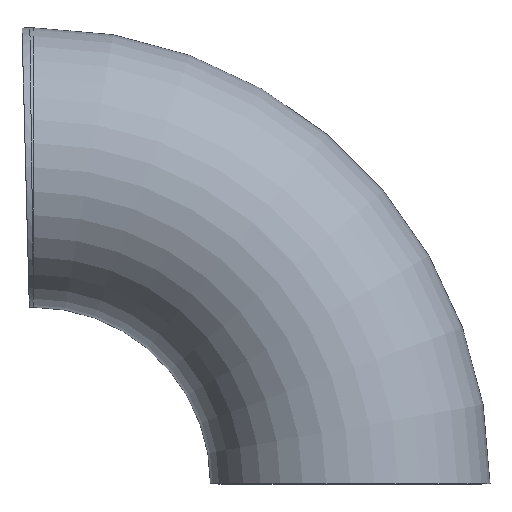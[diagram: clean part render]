
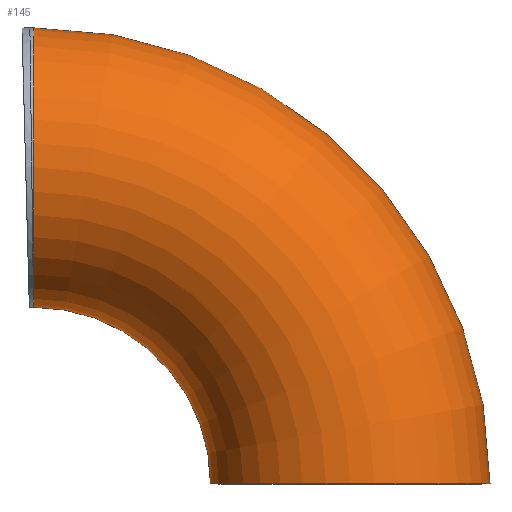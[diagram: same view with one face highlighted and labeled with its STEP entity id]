
A CAD part, top view. The second image highlights one B-rep face of the part: STEP entity #145.
In plain terms, the highlighted toroidal (fillet/blend) face has major radius 57.5 mm and minor radius 25.4 mm.
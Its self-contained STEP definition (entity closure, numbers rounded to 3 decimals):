
#23=TOROIDAL_SURFACE('',#186,57.5,25.4);
#30=FACE_OUTER_BOUND('',#39,.T.);
#39=EDGE_LOOP('',(#128,#129,#130,#131,#132));
#47=CIRCLE('',#184,25.4);
#48=CIRCLE('',#185,25.4);
#49=CIRCLE('',#187,32.1);
#50=CIRCLE('',#188,25.4);
#75=VERTEX_POINT('',#273);
#76=VERTEX_POINT('',#275);
#77=VERTEX_POINT('',#279);
#93=EDGE_CURVE('',#75,#76,#47,.T.);
#94=EDGE_CURVE('',#76,#75,#48,.T.);
#95=EDGE_CURVE('',#76,#77,#49,.T.);
#96=EDGE_CURVE('',#77,#77,#50,.T.);
#128=ORIENTED_EDGE('',*,*,#94,.F.);
#129=ORIENTED_EDGE('',*,*,#95,.T.);
#130=ORIENTED_EDGE('',*,*,#96,.T.);
#131=ORIENTED_EDGE('',*,*,#95,.F.);
#132=ORIENTED_EDGE('',*,*,#93,.F.);
#145=ADVANCED_FACE('',(#30),#23,.T.);
#184=AXIS2_PLACEMENT_3D('',#276,#230,#231);
#185=AXIS2_PLACEMENT_3D('',#277,#232,#233);
#186=AXIS2_PLACEMENT_3D('',#278,#234,#235);
#187=AXIS2_PLACEMENT_3D('',#280,#236,#237);
#188=AXIS2_PLACEMENT_3D('',#281,#238,#239);
#230=DIRECTION('center_axis',(-1.,0.,0.));
#231=DIRECTION('ref_axis',(0.,-1.,0.));
#232=DIRECTION('center_axis',(-1.,0.,0.));
#233=DIRECTION('ref_axis',(0.,-1.,0.));
#234=DIRECTION('center_axis',(0.,0.,1.));
#235=DIRECTION('ref_axis',(1.,0.,0.));
#236=DIRECTION('center_axis',(0.,0.,-1.));
#237=DIRECTION('ref_axis',(1.,0.,0.));
#238=DIRECTION('center_axis',(0.,1.,0.));
#239=DIRECTION('ref_axis',(-1.,0.,0.));
#273=CARTESIAN_POINT('',(-57.5,25.4,0.));
#275=CARTESIAN_POINT('',(-57.5,-25.4,0.));
#276=CARTESIAN_POINT('Origin',(-57.5,0.,0.));
#277=CARTESIAN_POINT('Origin',(-57.5,0.,0.));
#278=CARTESIAN_POINT('Origin',(-57.5,-57.5,0.));
#279=CARTESIAN_POINT('',(-25.4,-57.5,0.));
#280=CARTESIAN_POINT('Origin',(-57.5,-57.5,0.));
#281=CARTESIAN_POINT('Origin',(0.,-57.5,0.));
